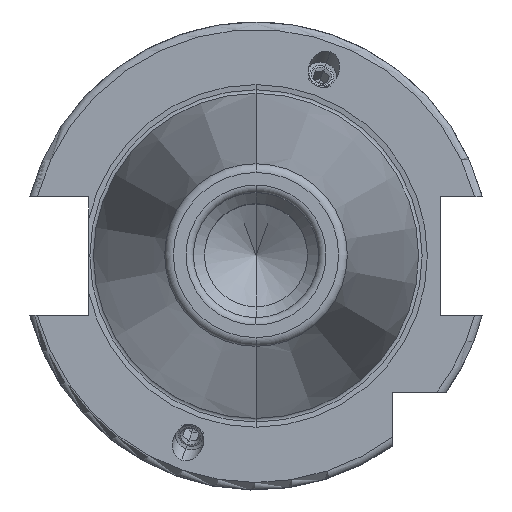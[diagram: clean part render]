
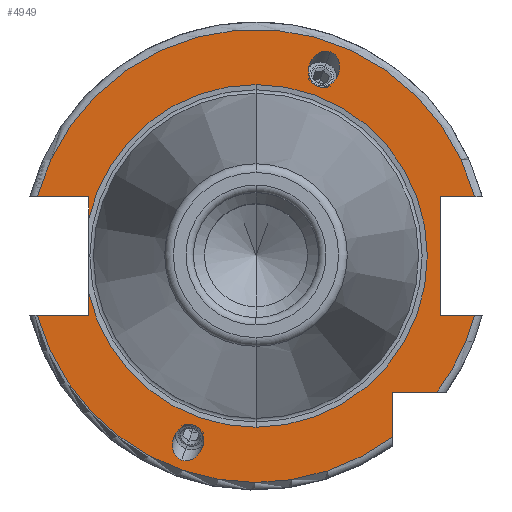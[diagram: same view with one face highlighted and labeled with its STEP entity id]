
A CAD part, top view. The second image highlights one B-rep face of the part: STEP entity #4949.
In plain terms, the highlighted planar face has unit normal (0, 0, 1).
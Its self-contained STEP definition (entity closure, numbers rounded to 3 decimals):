
#301=CARTESIAN_POINT('',(0,0,18.1));
#302=DIRECTION('',(0,0,1));
#303=DIRECTION('',(0,1,0));
#304=AXIS2_PLACEMENT_3D('',#301,#302,#303);
#314=CARTESIAN_POINT('',(0,0,18.1));
#315=DIRECTION('',(0,0,1));
#316=DIRECTION('',(-0.976,-0.22,0));
#317=AXIS2_PLACEMENT_3D('',#314,#315,#316);
#1445=CARTESIAN_POINT('',(0,0,18.1));
#1446=DIRECTION('',(0,0,1));
#1447=DIRECTION('',(0.965,0.262,0));
#1448=AXIS2_PLACEMENT_3D('',#1445,#1446,#1447);
#1496=CARTESIAN_POINT('',(0,0,18.1));
#1497=DIRECTION('',(0,0,1));
#1498=DIRECTION('',(-0.965,-0.262,0));
#1499=AXIS2_PLACEMENT_3D('',#1496,#1497,#1498);
#1512=DIRECTION('',(1,0,0));
#1513=VECTOR('',#1512,7.004);
#1514=CARTESIAN_POINT('',(-29.704,-8.05,18.1));
#1515=LINE('',#1514,#1513);
#1516=DIRECTION('',(0,1,0));
#1517=VECTOR('',#1516,2.939);
#1518=CARTESIAN_POINT('',(-22.7,-8.05,18.1));
#1519=LINE('',#1518,#1517);
#1520=DIRECTION('',(0,1,0));
#1521=VECTOR('',#1520,2.939);
#1522=CARTESIAN_POINT('',(-22.7,5.111,18.1));
#1523=LINE('',#1522,#1521);
#1524=DIRECTION('',(1,0,0));
#1525=VECTOR('',#1524,7.004);
#1526=CARTESIAN_POINT('',(-29.704,8.05,18.1));
#1527=LINE('',#1526,#1525);
#1528=DIRECTION('',(-1,0,0));
#1529=VECTOR('',#1528,4.704);
#1530=CARTESIAN_POINT('',(29.704,8.05,18.1));
#1531=LINE('',#1530,#1529);
#1532=DIRECTION('',(0,-1,0));
#1533=VECTOR('',#1532,16.1);
#1534=CARTESIAN_POINT('',(25,8.05,18.1));
#1535=LINE('',#1534,#1533);
#1536=DIRECTION('',(-1,0,0));
#1537=VECTOR('',#1536,4.704);
#1538=CARTESIAN_POINT('',(29.704,-8.05,18.1));
#1539=LINE('',#1538,#1537);
#1540=CARTESIAN_POINT('',(0,0,18.1));
#1541=DIRECTION('',(0,0,1));
#1542=DIRECTION('',(0.799,-0.601,0));
#1543=AXIS2_PLACEMENT_3D('',#1540,#1541,#1542);
#1545=DIRECTION('',(-1,0,0));
#1546=VECTOR('',#1545,6.094);
#1547=CARTESIAN_POINT('',(24.594,-18.5,18.1));
#1548=LINE('',#1547,#1546);
#1549=DIRECTION('',(0,1,0));
#1550=VECTOR('',#1549,6.094);
#1551=CARTESIAN_POINT('',(18.5,-24.594,18.1));
#1552=LINE('',#1551,#1550);
#1553=CARTESIAN_POINT('',(8.379,23.02,18.1));
#1554=CARTESIAN_POINT('',(8.152,23.103,18.1));
#1555=CARTESIAN_POINT('',(7.698,23.381,18.1));
#1556=CARTESIAN_POINT('',(7.208,24.17,18.1));
#1557=CARTESIAN_POINT('',(7.094,25.,18.1));
#1558=CARTESIAN_POINT('',(7.174,25.641,18.1));
#1559=CARTESIAN_POINT('',(7.298,26.077,18.1));
#1560=CARTESIAN_POINT('',(7.483,26.49,18.1));
#1561=CARTESIAN_POINT('',(7.834,27.033,18.1));
#1562=CARTESIAN_POINT('',(8.455,27.594,18.1));
#1563=CARTESIAN_POINT('',(9.337,27.884,18.1));
#1564=CARTESIAN_POINT('',(9.863,27.806,18.1));
#1565=CARTESIAN_POINT('',(10.09,27.723,18.1));
#1567=CARTESIAN_POINT('',(10.09,27.723,18.1));
#1568=CARTESIAN_POINT('',(10.318,27.641,18.1));
#1569=CARTESIAN_POINT('',(10.771,27.362,18.1));
#1570=CARTESIAN_POINT('',(11.261,26.573,18.1));
#1571=CARTESIAN_POINT('',(11.375,25.744,18.1));
#1572=CARTESIAN_POINT('',(11.295,25.103,18.1));
#1573=CARTESIAN_POINT('',(11.171,24.667,18.1));
#1574=CARTESIAN_POINT('',(10.986,24.253,18.1));
#1575=CARTESIAN_POINT('',(10.635,23.711,18.1));
#1576=CARTESIAN_POINT('',(10.014,23.149,18.1));
#1577=CARTESIAN_POINT('',(9.133,22.859,18.1));
#1578=CARTESIAN_POINT('',(8.606,22.937,18.1));
#1579=CARTESIAN_POINT('',(8.379,23.02,18.1));
#1581=CARTESIAN_POINT('',(-8.379,-23.02,18.1));
#1582=CARTESIAN_POINT('',(-8.606,-22.937,18.1));
#1583=CARTESIAN_POINT('',(-9.133,-22.859,18.1));
#1584=CARTESIAN_POINT('',(-10.014,-23.149,18.1));
#1585=CARTESIAN_POINT('',(-10.635,-23.711,18.1));
#1586=CARTESIAN_POINT('',(-10.986,-24.253,18.1));
#1587=CARTESIAN_POINT('',(-11.171,-24.667,18.1));
#1588=CARTESIAN_POINT('',(-11.295,-25.103,18.1));
#1589=CARTESIAN_POINT('',(-11.375,-25.744,18.1));
#1590=CARTESIAN_POINT('',(-11.261,-26.573,18.1));
#1591=CARTESIAN_POINT('',(-10.771,-27.362,18.1));
#1592=CARTESIAN_POINT('',(-10.318,-27.641,18.1));
#1593=CARTESIAN_POINT('',(-10.09,-27.723,18.1));
#1595=CARTESIAN_POINT('',(-10.09,-27.723,18.1));
#1596=CARTESIAN_POINT('',(-9.863,-27.806,18.1));
#1597=CARTESIAN_POINT('',(-9.337,-27.884,18.1));
#1598=CARTESIAN_POINT('',(-8.455,-27.594,18.1));
#1599=CARTESIAN_POINT('',(-7.834,-27.033,18.1));
#1600=CARTESIAN_POINT('',(-7.483,-26.49,18.1));
#1601=CARTESIAN_POINT('',(-7.298,-26.077,18.1));
#1602=CARTESIAN_POINT('',(-7.174,-25.641,18.1));
#1603=CARTESIAN_POINT('',(-7.094,-25.,18.1));
#1604=CARTESIAN_POINT('',(-7.208,-24.17,18.1));
#1605=CARTESIAN_POINT('',(-7.698,-23.381,18.1));
#1606=CARTESIAN_POINT('',(-8.152,-23.103,18.1));
#1607=CARTESIAN_POINT('',(-8.379,-23.02,18.1));
#1609=CARTESIAN_POINT('',(0,0,18.1));
#1610=DIRECTION('',(0,0,-1));
#1611=DIRECTION('',(0,1,0));
#1612=AXIS2_PLACEMENT_3D('',#1609,#1610,#1611);
#2875=CARTESIAN_POINT('',(-29.704,-8.05,18.1));
#2876=CARTESIAN_POINT('',(-22.7,-8.05,18.1));
#2877=VERTEX_POINT('',#2875);
#2878=VERTEX_POINT('',#2876);
#2879=CARTESIAN_POINT('',(-22.7,-5.111,18.1));
#2880=VERTEX_POINT('',#2879);
#2881=CARTESIAN_POINT('',(-22.7,5.111,18.1));
#2882=CARTESIAN_POINT('',(-22.7,8.05,18.1));
#2883=VERTEX_POINT('',#2881);
#2884=VERTEX_POINT('',#2882);
#2885=CARTESIAN_POINT('',(-29.704,8.05,18.1));
#2886=VERTEX_POINT('',#2885);
#2887=CARTESIAN_POINT('',(25,8.05,18.1));
#2888=CARTESIAN_POINT('',(25,-8.05,18.1));
#2889=VERTEX_POINT('',#2887);
#2890=VERTEX_POINT('',#2888);
#2891=CARTESIAN_POINT('',(29.704,-8.05,18.1));
#2892=VERTEX_POINT('',#2891);
#2893=CARTESIAN_POINT('',(29.704,8.05,18.1));
#2894=VERTEX_POINT('',#2893);
#2895=CARTESIAN_POINT('',(18.5,-24.594,18.1));
#2896=CARTESIAN_POINT('',(18.5,-18.5,18.1));
#2897=VERTEX_POINT('',#2895);
#2898=VERTEX_POINT('',#2896);
#2899=CARTESIAN_POINT('',(24.594,-18.5,18.1));
#2900=VERTEX_POINT('',#2899);
#2947=CARTESIAN_POINT('',(0,23.268,18.1));
#2948=VERTEX_POINT('',#2947);
#2949=CARTESIAN_POINT('',(0,-23.268,18.1));
#2950=VERTEX_POINT('',#2949);
#2991=CARTESIAN_POINT('',(8.379,23.02,18.1));
#2993=VERTEX_POINT('',#2991);
#2999=VERTEX_POINT('',#1565);
#3020=CARTESIAN_POINT('',(-8.379,-23.02,18.1));
#3022=VERTEX_POINT('',#3020);
#3028=CARTESIAN_POINT('',(-10.09,-27.723,18.1));
#3029=VERTEX_POINT('',#3028);
#4911=CARTESIAN_POINT('',(0,0,18.1));
#4912=DIRECTION('',(0,0,-1));
#4913=DIRECTION('',(0,-1,0));
#4914=AXIS2_PLACEMENT_3D('',#4911,#4912,#4913);
#4915=PLANE('',#4914);
#4916=ORIENTED_EDGE('',*,*,#4429,.T.);
#4917=ORIENTED_EDGE('',*,*,#3639,.T.);
#4918=ORIENTED_EDGE('',*,*,#3616,.T.);
#4920=ORIENTED_EDGE('',*,*,#4919,.F.);
#4921=ORIENTED_EDGE('',*,*,#3609,.T.);
#4922=ORIENTED_EDGE('',*,*,#3636,.T.);
#4923=ORIENTED_EDGE('',*,*,#4841,.F.);
#4924=ORIENTED_EDGE('',*,*,#4888,.F.);
#4926=ORIENTED_EDGE('',*,*,#4925,.T.);
#4928=ORIENTED_EDGE('',*,*,#4927,.T.);
#4929=ORIENTED_EDGE('',*,*,#4499,.F.);
#4930=ORIENTED_EDGE('',*,*,#4878,.F.);
#4931=ORIENTED_EDGE('',*,*,#4783,.T.);
#4933=ORIENTED_EDGE('',*,*,#4932,.F.);
#4934=ORIENTED_EDGE('',*,*,#4904,.F.);
#4935=EDGE_LOOP('',(#4916,#4917,#4918,#4920,#4921,#4922,#4923,#4924,#4926,#4928,
#4929,#4930,#4931,#4933,#4934));
#4936=FACE_OUTER_BOUND('',#4935,.F.);
#4938=ORIENTED_EDGE('',*,*,#4937,.F.);
#4940=ORIENTED_EDGE('',*,*,#4939,.F.);
#4941=EDGE_LOOP('',(#4938,#4940));
#4942=FACE_BOUND('',#4941,.F.);
#4944=ORIENTED_EDGE('',*,*,#4943,.T.);
#4946=ORIENTED_EDGE('',*,*,#4945,.T.);
#4947=EDGE_LOOP('',(#4944,#4946));
#4948=FACE_BOUND('',#4947,.F.);
#4949=ADVANCED_FACE('',(#4936,#4942,#4948),#4915,.F.);
#305=CIRCLE('',#304,23.268);
#318=CIRCLE('',#317,23.268);
#1449=CIRCLE('',#1448,30.775);
#1500=CIRCLE('',#1499,30.775);
#1544=CIRCLE('',#1543,30.775);
#1566=B_SPLINE_CURVE_WITH_KNOTS('',3,(#1553,#1554,#1555,#1556,#1557,#1558,#1559,
#1560,#1561,#1562,#1563,#1564,#1565),.UNSPECIFIED.,.F.,.F.,(4,1,1,1,1,1,1,1,1,1,
4),(0,0.125,0.25,0.375,0.438,0.5,0.563,0.625,0.75,0.875,
1.0),.UNSPECIFIED.);
#1580=B_SPLINE_CURVE_WITH_KNOTS('',3,(#1567,#1568,#1569,#1570,#1571,#1572,#1573,
#1574,#1575,#1576,#1577,#1578,#1579),.UNSPECIFIED.,.F.,.F.,(4,1,1,1,1,1,1,1,1,1,
4),(0,0.125,0.25,0.375,0.438,0.5,0.563,0.625,0.75,0.875,
1.0),.UNSPECIFIED.);
#1594=B_SPLINE_CURVE_WITH_KNOTS('',3,(#1581,#1582,#1583,#1584,#1585,#1586,#1587,
#1588,#1589,#1590,#1591,#1592,#1593),.UNSPECIFIED.,.F.,.F.,(4,1,1,1,1,1,1,1,1,1,
4),(0,0.125,0.25,0.375,0.438,0.5,0.563,0.625,0.75,0.875,
1.0),.UNSPECIFIED.);
#1608=B_SPLINE_CURVE_WITH_KNOTS('',3,(#1595,#1596,#1597,#1598,#1599,#1600,#1601,
#1602,#1603,#1604,#1605,#1606,#1607),.UNSPECIFIED.,.F.,.F.,(4,1,1,1,1,1,1,1,1,1,
4),(0,0.125,0.25,0.375,0.438,0.5,0.563,0.625,0.75,0.875,
1.0),.UNSPECIFIED.);
#1613=CIRCLE('',#1612,23.268);
#3609=EDGE_CURVE('',#2948,#2883,#305,.T.);
#3616=EDGE_CURVE('',#2880,#2950,#318,.T.);
#3636=EDGE_CURVE('',#2883,#2884,#1523,.T.);
#3639=EDGE_CURVE('',#2878,#2880,#1519,.T.);
#4429=EDGE_CURVE('',#2877,#2878,#1515,.T.);
#4499=EDGE_CURVE('',#2892,#2890,#1539,.T.);
#4783=EDGE_CURVE('',#2900,#2898,#1548,.T.);
#4841=EDGE_CURVE('',#2886,#2884,#1527,.T.);
#4878=EDGE_CURVE('',#2900,#2892,#1544,.T.);
#4888=EDGE_CURVE('',#2894,#2886,#1449,.T.);
#4904=EDGE_CURVE('',#2877,#2897,#1500,.T.);
#4919=EDGE_CURVE('',#2948,#2950,#1613,.T.);
#4925=EDGE_CURVE('',#2894,#2889,#1531,.T.);
#4927=EDGE_CURVE('',#2889,#2890,#1535,.T.);
#4932=EDGE_CURVE('',#2897,#2898,#1552,.T.);
#4937=EDGE_CURVE('',#2993,#2999,#1566,.T.);
#4939=EDGE_CURVE('',#2999,#2993,#1580,.T.);
#4943=EDGE_CURVE('',#3022,#3029,#1594,.T.);
#4945=EDGE_CURVE('',#3029,#3022,#1608,.T.);
